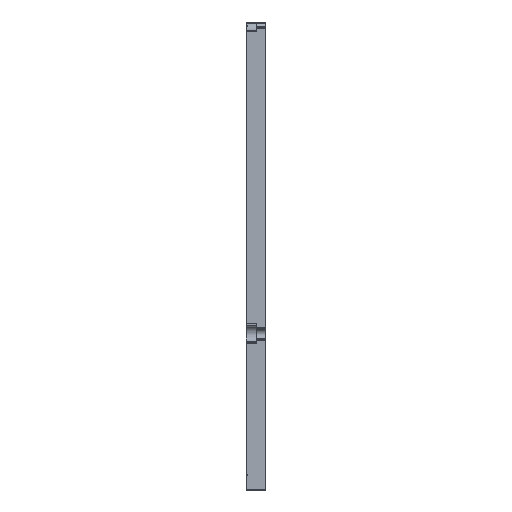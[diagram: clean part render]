
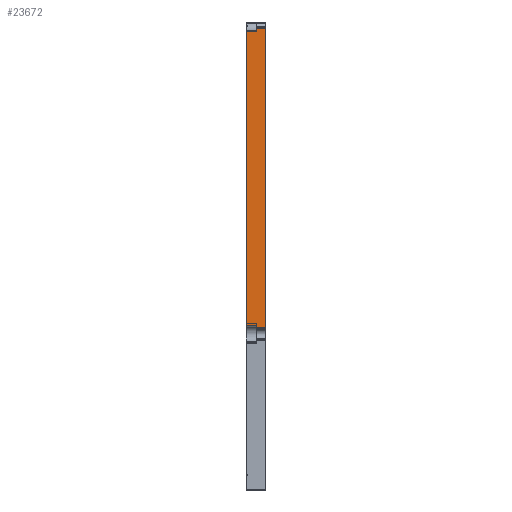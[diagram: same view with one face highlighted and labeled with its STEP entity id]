
A CAD part, left-side view. The second image highlights one B-rep face of the part: STEP entity #23672.
In plain terms, the highlighted planar face has unit normal (-1, 0, 0).
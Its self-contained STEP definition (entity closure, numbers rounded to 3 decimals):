
#5056=FACE_OUTER_BOUND('',#6784,.T.);
#6784=EDGE_LOOP('',(#16801,#16802,#16803,#16804,#16805,#16806,#16807,#16808));
#8553=LINE('',#30839,#9349);
#8576=LINE('',#31676,#9372);
#8593=LINE('',#32182,#9389);
#8595=LINE('',#32186,#9391);
#8596=LINE('',#32188,#9392);
#8597=LINE('',#32190,#9393);
#8598=LINE('',#32191,#9394);
#8599=LINE('',#32192,#9395);
#9349=VECTOR('',#26693,0.394);
#9372=VECTOR('',#27186,0.394);
#9389=VECTOR('',#27685,0.394);
#9391=VECTOR('',#27689,0.394);
#9392=VECTOR('',#27690,0.394);
#9393=VECTOR('',#27691,0.394);
#9394=VECTOR('',#27692,0.394);
#9395=VECTOR('',#27693,0.394);
#10152=VERTEX_POINT('',#30836);
#10153=VERTEX_POINT('',#30838);
#10427=VERTEX_POINT('',#31673);
#10428=VERTEX_POINT('',#31675);
#10676=VERTEX_POINT('',#32181);
#10677=VERTEX_POINT('',#32185);
#10678=VERTEX_POINT('',#32187);
#10679=VERTEX_POINT('',#32189);
#12593=EDGE_CURVE('',#10152,#10153,#8553,.T.);
#12871=EDGE_CURVE('',#10427,#10428,#8576,.T.);
#13124=EDGE_CURVE('',#10153,#10676,#8593,.T.);
#13126=EDGE_CURVE('',#10677,#10676,#8595,.T.);
#13127=EDGE_CURVE('',#10678,#10152,#8596,.T.);
#13128=EDGE_CURVE('',#10678,#10679,#8597,.T.);
#13129=EDGE_CURVE('',#10428,#10679,#8598,.T.);
#13130=EDGE_CURVE('',#10677,#10427,#8599,.T.);
#16801=ORIENTED_EDGE('',*,*,#13126,.T.);
#16802=ORIENTED_EDGE('',*,*,#13124,.F.);
#16803=ORIENTED_EDGE('',*,*,#12593,.F.);
#16804=ORIENTED_EDGE('',*,*,#13127,.F.);
#16805=ORIENTED_EDGE('',*,*,#13128,.T.);
#16806=ORIENTED_EDGE('',*,*,#13129,.F.);
#16807=ORIENTED_EDGE('',*,*,#12871,.F.);
#16808=ORIENTED_EDGE('',*,*,#13130,.F.);
#23559=PLANE('',#25469);
#23672=ADVANCED_FACE('',(#5056),#23559,.T.);
#25469=AXIS2_PLACEMENT_3D('',#32184,#27687,#27688);
#26693=DIRECTION('',(0.,0.,1.));
#27186=DIRECTION('',(0.,0.,-1.));
#27685=DIRECTION('',(0.,-1.,0.));
#27687=DIRECTION('center_axis',(-1.,0.,0.));
#27688=DIRECTION('ref_axis',(0.,0.,1.));
#27689=DIRECTION('',(0.,0.,-1.));
#27690=DIRECTION('',(0.,1.,0.));
#27691=DIRECTION('',(0.,0.,-1.));
#27692=DIRECTION('',(0.,1.,0.));
#27693=DIRECTION('',(0.,-1.,0.));
#30836=CARTESIAN_POINT('',(-17.862,0.875,12.345));
#30838=CARTESIAN_POINT('',(-17.862,0.875,19.776));
#30839=CARTESIAN_POINT('',(-17.862,0.875,19.998));
#31673=CARTESIAN_POINT('',(-17.862,0.375,19.855));
#31675=CARTESIAN_POINT('',(-17.862,0.375,12.266));
#31676=CARTESIAN_POINT('',(-17.862,0.375,19.998));
#32181=CARTESIAN_POINT('',(-17.862,0.619,19.776));
#32182=CARTESIAN_POINT('',(-17.862,0.747,19.776));
#32184=CARTESIAN_POINT('Origin',(-17.862,0.375,8.187));
#32185=CARTESIAN_POINT('',(-17.862,0.619,19.855));
#32186=CARTESIAN_POINT('',(-17.862,0.619,14.092));
#32187=CARTESIAN_POINT('',(-17.862,0.619,12.345));
#32188=CARTESIAN_POINT('',(-17.862,0.747,12.345));
#32189=CARTESIAN_POINT('',(-17.862,0.619,12.266));
#32190=CARTESIAN_POINT('',(-17.862,0.619,10.155));
#32191=CARTESIAN_POINT('',(-17.862,0.625,12.266));
#32192=CARTESIAN_POINT('',(-17.862,0.625,19.855));
